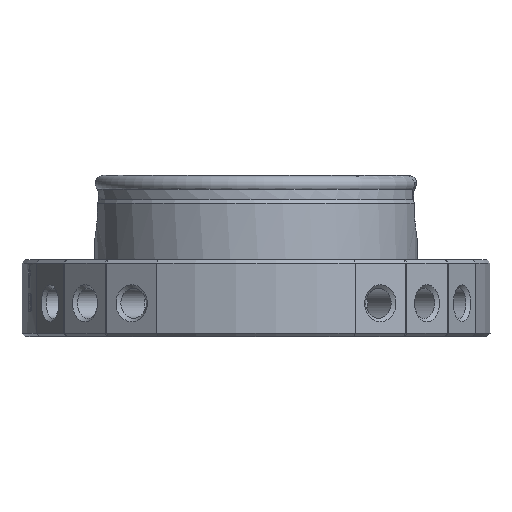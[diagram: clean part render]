
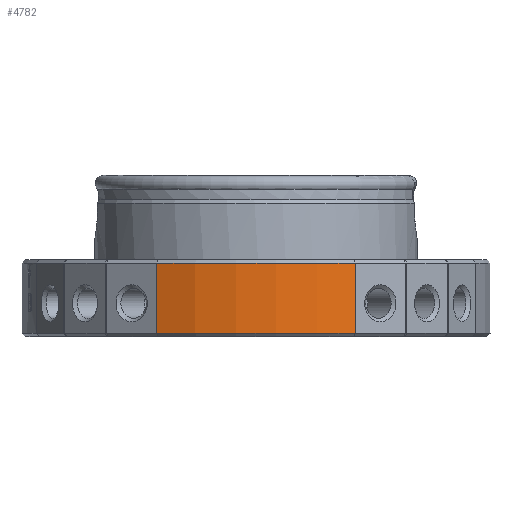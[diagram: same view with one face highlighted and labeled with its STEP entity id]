
A CAD part, left-side view. The second image highlights one B-rep face of the part: STEP entity #4782.
In plain terms, the highlighted cylindrical face has radius 67 mm (diameter 134 mm), a partial arc.
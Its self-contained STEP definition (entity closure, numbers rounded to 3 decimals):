
#204=LINE('',#7525,#397);
#206=LINE('',#7531,#399);
#397=VECTOR('',#6030,10.);
#399=VECTOR('',#6036,10.);
#634=CYLINDRICAL_SURFACE('',#5220,67.);
#1140=FACE_OUTER_BOUND('',#1531,.T.);
#1531=EDGE_LOOP('',(#3448,#3449,#3450,#3451));
#2011=CIRCLE('',#5184,67.);
#2026=CIRCLE('',#5221,67.);
#2273=VERTEX_POINT('',#7332);
#2274=VERTEX_POINT('',#7339);
#2306=VERTEX_POINT('',#7524);
#2308=VERTEX_POINT('',#7530);
#2715=EDGE_CURVE('',#2273,#2274,#2011,.T.);
#2764=EDGE_CURVE('',#2306,#2274,#204,.T.);
#2767=EDGE_CURVE('',#2273,#2308,#206,.T.);
#2768=EDGE_CURVE('',#2306,#2308,#2026,.T.);
#3448=ORIENTED_EDGE('',*,*,#2715,.F.);
#3449=ORIENTED_EDGE('',*,*,#2767,.T.);
#3450=ORIENTED_EDGE('',*,*,#2768,.F.);
#3451=ORIENTED_EDGE('',*,*,#2764,.T.);
#4782=ADVANCED_FACE('',(#1140),#634,.T.);
#5184=AXIS2_PLACEMENT_3D('',#7340,#5938,#5939);
#5220=AXIS2_PLACEMENT_3D('',#7529,#6034,#6035);
#5221=AXIS2_PLACEMENT_3D('',#7532,#6037,#6038);
#5938=DIRECTION('center_axis',(0.,0.,
-1.));
#5939=DIRECTION('ref_axis',(-1.,0.,0.));
#6030=DIRECTION('',(0.,0.,-1.));
#6034=DIRECTION('center_axis',(0.,0.,
-1.));
#6035=DIRECTION('ref_axis',(-1.,0.,0.));
#6036=DIRECTION('',(0.,0.,1.));
#6037=DIRECTION('center_axis',(0.,0.,
1.));
#6038=DIRECTION('ref_axis',(-1.,0.,0.));
#7332=CARTESIAN_POINT('',(-60.717,-28.328,1.));
#7339=CARTESIAN_POINT('',(-60.717,28.328,1.));
#7340=CARTESIAN_POINT('Origin',(0.,0.,
1.));
#7524=CARTESIAN_POINT('',(-60.717,28.328,21.));
#7525=CARTESIAN_POINT('',(-60.717,28.328,22.));
#7529=CARTESIAN_POINT('Origin',(0.,0.,
22.));
#7530=CARTESIAN_POINT('',(-60.717,-28.328,21.));
#7531=CARTESIAN_POINT('',(-60.717,-28.328,22.));
#7532=CARTESIAN_POINT('Origin',(0.,0.,
21.));
